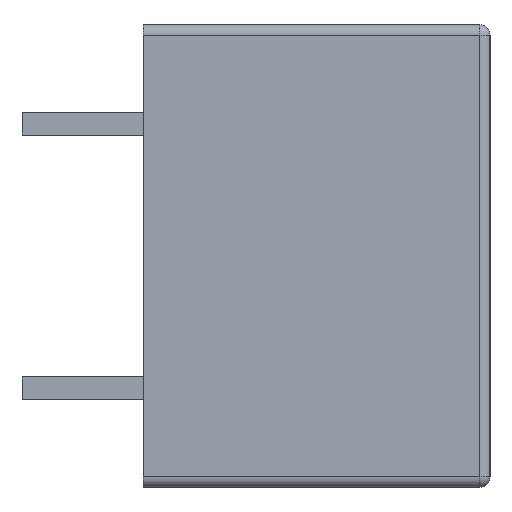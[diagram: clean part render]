
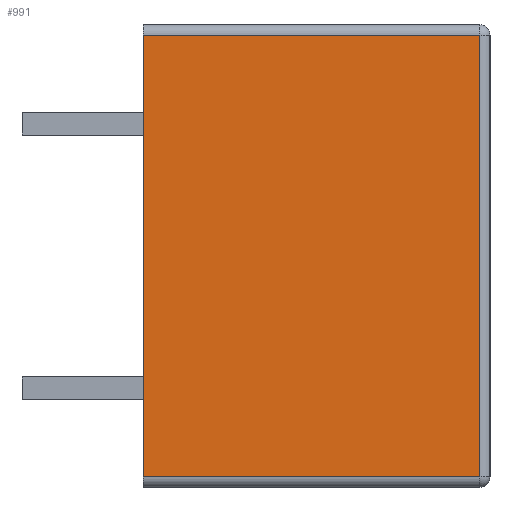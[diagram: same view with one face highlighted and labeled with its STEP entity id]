
A CAD part, left-side view. The second image highlights one B-rep face of the part: STEP entity #991.
In plain terms, the highlighted planar face has unit normal (-1, 0, 0).
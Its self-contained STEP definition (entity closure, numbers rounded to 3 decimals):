
#45 = PLANE ( 'NONE',  #469 ) ;
#56 = CARTESIAN_POINT ( 'NONE',  ( 0., 0.3, 0. ) ) ;
#74 = LINE ( 'NONE', #365, #941 ) ;
#311 = EDGE_LOOP ( 'NONE', ( #3714, #4207, #3152, #1150 ) ) ;
#365 = CARTESIAN_POINT ( 'NONE',  ( 0., 10., -0.3 ) ) ;
#469 = AXIS2_PLACEMENT_3D ( 'NONE', #2626, #4482, #2312 ) ;
#597 = CARTESIAN_POINT ( 'NONE',  ( 0., 10., -13.05 ) ) ;
#625 = EDGE_CURVE ( 'NONE', #4016, #668, #994, .T. ) ;
#650 = EDGE_CURVE ( 'NONE', #4016, #818, #2562, .T. ) ;
#668 = VERTEX_POINT ( 'NONE', #4761 ) ;
#711 = VECTOR ( 'NONE', #2149, 1000. ) ;
#739 = VERTEX_POINT ( 'NONE', #2781 ) ;
#818 = VERTEX_POINT ( 'NONE', #3594 ) ;
#941 = VECTOR ( 'NONE', #1156, 1000. ) ;
#991 = ADVANCED_FACE ( 'NONE', ( #3686 ), #45, .F. ) ;
#994 = LINE ( 'NONE', #597, #3587 ) ;
#1066 = CARTESIAN_POINT ( 'NONE',  ( 0., 10., 0. ) ) ;
#1150 = ORIENTED_EDGE ( 'NONE', *, *, #2667, .T. ) ;
#1156 = DIRECTION ( 'NONE',  ( 0., 1., 0. ) ) ;
#2149 = DIRECTION ( 'NONE',  ( 0., 0., 1. ) ) ;
#2312 = DIRECTION ( 'NONE',  ( 0., 0., -1. ) ) ;
#2562 = LINE ( 'NONE', #1066, #711 ) ;
#2566 = DIRECTION ( 'NONE',  ( 0., 0., 1. ) ) ;
#2616 = LINE ( 'NONE', #56, #3740 ) ;
#2626 = CARTESIAN_POINT ( 'NONE',  ( 0., 10., 0. ) ) ;
#2667 = EDGE_CURVE ( 'NONE', #739, #818, #74, .T. ) ;
#2781 = CARTESIAN_POINT ( 'NONE',  ( 0., 0.3, -0.3 ) ) ;
#3091 = CARTESIAN_POINT ( 'NONE',  ( 0., 10., -13.05 ) ) ;
#3152 = ORIENTED_EDGE ( 'NONE', *, *, #3629, .T. ) ;
#3587 = VECTOR ( 'NONE', #4689, 1000. ) ;
#3594 = CARTESIAN_POINT ( 'NONE',  ( 0., 10., -0.3 ) ) ;
#3629 = EDGE_CURVE ( 'NONE', #668, #739, #2616, .T. ) ;
#3686 = FACE_OUTER_BOUND ( 'NONE', #311, .T. ) ;
#3714 = ORIENTED_EDGE ( 'NONE', *, *, #650, .F. ) ;
#3740 = VECTOR ( 'NONE', #2566, 1000. ) ;
#4016 = VERTEX_POINT ( 'NONE', #3091 ) ;
#4207 = ORIENTED_EDGE ( 'NONE', *, *, #625, .T. ) ;
#4482 = DIRECTION ( 'NONE',  ( 1., 0., 0. ) ) ;
#4689 = DIRECTION ( 'NONE',  ( 0., -1., 0. ) ) ;
#4761 = CARTESIAN_POINT ( 'NONE',  ( 0., 0.3, -13.05 ) ) ;
